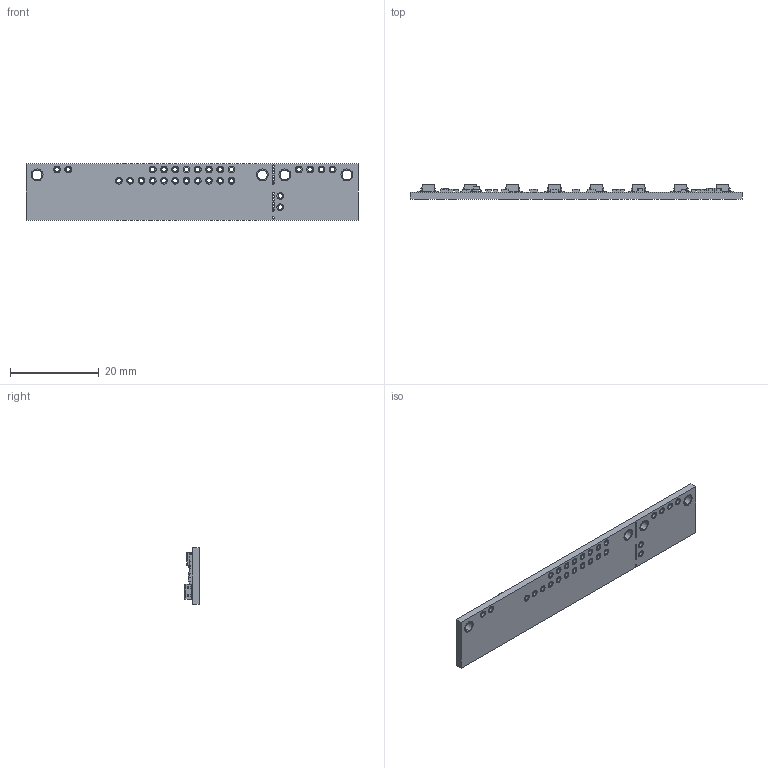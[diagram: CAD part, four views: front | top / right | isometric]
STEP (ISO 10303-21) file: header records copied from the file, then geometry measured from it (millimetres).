
FILE_DESCRIPTION (( 'STEP AP214' ), '1' );
FILE_NAME ('QTR-8A.STEP', '2024-06-24T06:56:36', ( 'LENOVO' ), ( '' ), 'SwSTEP 2.0', 'SolidWorks 2021', '' );
FILE_SCHEMA (( 'AUTOMOTIVE_DESIGN' ));
Length unit declared in the file: millimetre
Products named in the file (3): QTR-8A; QRE1113GR_QRE1113GR; QTR-8A_QTR-8A
Assembly tree (9 placements, depth 2):
  QTR-8A
    QTR-8A_QTR-8A
    QRE1113GR_QRE1113GR  x8
Bounding box: 74.9 x 3.27 x 12.7 mm (x, y, z)
Volume: 1582.8 mm3; surface area: 3539 mm2
Topology: 120 solids, 120 shells, 1355 faces, 3265 edges, 2166 vertices
Faces by surface type: plane 995, cylinder 360
Entity records: 22993 total; most frequent: DIRECTION 3762, CARTESIAN_POINT 3728, ORIENTED_EDGE 3548, EDGE_CURVE 1774, LINE 1286, VECTOR 1286, AXIS2_PLACEMENT_3D 1238, VERTEX_POINT 1172
